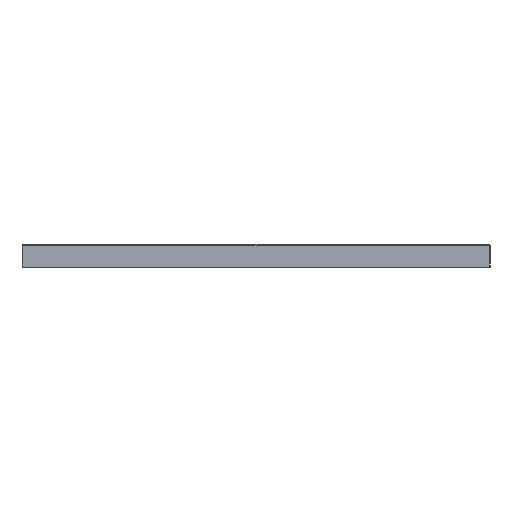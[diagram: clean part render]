
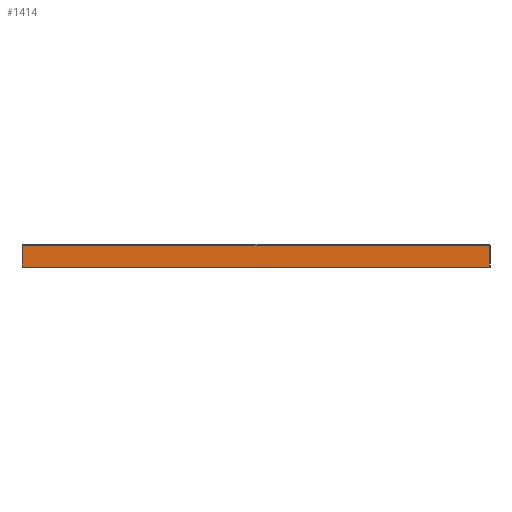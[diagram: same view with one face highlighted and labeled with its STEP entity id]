
A CAD part, left-side view. The second image highlights one B-rep face of the part: STEP entity #1414.
In plain terms, the highlighted planar face has unit normal (-1, 0, 0).
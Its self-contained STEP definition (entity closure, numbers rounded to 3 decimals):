
#368=PLANE('',#6886);
#538=LINE('',#9581,#809);
#545=LINE('',#9613,#816);
#546=LINE('',#9617,#817);
#809=VECTOR('',#7498,1.);
#816=VECTOR('',#7525,1.);
#817=VECTOR('',#7530,1.);
#1414=ADVANCED_FACE('',(#1970),#368,.F.);
#1970=FACE_OUTER_BOUND('',#2383,.T.);
#2383=EDGE_LOOP('',(#2923,#2924,#2925,#2926,#2927));
#2923=ORIENTED_EDGE('',*,*,#5522,.F.);
#2924=ORIENTED_EDGE('',*,*,#5524,.T.);
#2925=ORIENTED_EDGE('',*,*,#5508,.T.);
#2926=ORIENTED_EDGE('',*,*,#5525,.T.);
#2927=ORIENTED_EDGE('',*,*,#5526,.T.);
#4893=VERTEX_POINT('',#9582);
#4894=VERTEX_POINT('',#9583);
#4907=VERTEX_POINT('',#9612);
#4908=VERTEX_POINT('',#9614);
#4909=VERTEX_POINT('',#9629);
#5508=EDGE_CURVE('',#4893,#4894,#538,.T.);
#5522=EDGE_CURVE('',#4907,#4908,#545,.T.);
#5524=EDGE_CURVE('',#4907,#4893,#546,.T.);
#5525=EDGE_CURVE('',#4894,#4909,#6513,.T.);
#5526=EDGE_CURVE('',#4909,#4908,#6514,.T.);
#6513=B_SPLINE_CURVE_WITH_KNOTS('',3,(#9618,#9619,#9620,#9621,#9622,#9623,
#9624,#9625,#9626,#9627,#9628),.UNSPECIFIED.,.F.,.F.,(4,2,1,1,1,2,4),(0.,
0.031,0.062,0.125,0.25,0.5,1.),.UNSPECIFIED.);
#6514=B_SPLINE_CURVE_WITH_KNOTS('',3,(#9630,#9631,#9632,#9633,#9634,#9635,
#9636,#9637,#9638,#9639,#9640,#9641,#9642,#9643),.UNSPECIFIED.,.F.,.F.,
(4,2,2,2,2,2,4),(0.,0.5,0.75,0.875,0.938,0.969,1.),.UNSPECIFIED.);
#6886=AXIS2_PLACEMENT_3D('',#9644,#7531,#7532);
#7498=DIRECTION('',(0.,0.,1.));
#7525=DIRECTION('',(0.,0.,1.));
#7530=DIRECTION('',(0.,-1.,0.));
#7531=DIRECTION('',(1.,0.,0.));
#7532=DIRECTION('',(0.,0.,-1.));
#9581=CARTESIAN_POINT('',(-700.,-398.5,39.));
#9582=CARTESIAN_POINT('',(-700.,-398.5,1.));
#9583=CARTESIAN_POINT('',(-700.,-398.5,38.478));
#9612=CARTESIAN_POINT('',(-700.,398.5,1.));
#9613=CARTESIAN_POINT('',(-700.,398.5,39.));
#9614=CARTESIAN_POINT('',(-700.,398.5,38.478));
#9617=CARTESIAN_POINT('',(-700.,-398.5,1.));
#9618=CARTESIAN_POINT('',(-700.,-398.5,38.478));
#9619=CARTESIAN_POINT('',(-700.,-394.349,38.429));
#9620=CARTESIAN_POINT('',(-700.,-390.198,38.462));
#9621=CARTESIAN_POINT('',(-700.,-381.896,38.462));
#9622=CARTESIAN_POINT('',(-700.,-369.443,38.462));
#9623=CARTESIAN_POINT('',(-700.,-340.385,38.462));
#9624=CARTESIAN_POINT('',(-700.,-282.271,38.462));
#9625=CARTESIAN_POINT('',(-700.,-232.458,38.462));
#9626=CARTESIAN_POINT('',(-700.,-132.833,38.462));
#9627=CARTESIAN_POINT('',(-700.,-66.417,38.462));
#9628=CARTESIAN_POINT('',(-700.,0.,38.462));
#9629=CARTESIAN_POINT('',(-700.,0.,38.462));
#9630=CARTESIAN_POINT('',(-700.,0.,38.462));
#9631=CARTESIAN_POINT('',(-700.,66.417,38.462));
#9632=CARTESIAN_POINT('',(-700.,132.833,38.462));
#9633=CARTESIAN_POINT('',(-700.,232.458,38.462));
#9634=CARTESIAN_POINT('',(-700.,265.667,38.462));
#9635=CARTESIAN_POINT('',(-700.,315.479,38.462));
#9636=CARTESIAN_POINT('',(-700.,332.083,38.462));
#9637=CARTESIAN_POINT('',(-700.,356.99,38.462));
#9638=CARTESIAN_POINT('',(-700.,365.292,38.462));
#9639=CARTESIAN_POINT('',(-700.,377.745,38.462));
#9640=CARTESIAN_POINT('',(-700.,381.896,38.462));
#9641=CARTESIAN_POINT('',(-700.,390.198,38.462));
#9642=CARTESIAN_POINT('',(-700.,394.349,38.429));
#9643=CARTESIAN_POINT('',(-700.,398.5,38.478));
#9644=CARTESIAN_POINT('',(-700.,-398.5,39.));
